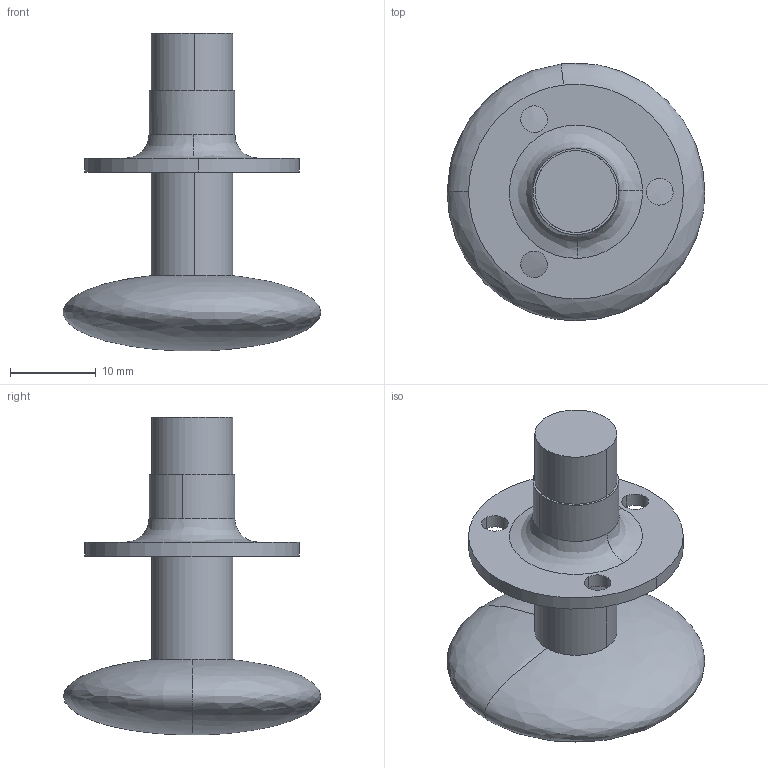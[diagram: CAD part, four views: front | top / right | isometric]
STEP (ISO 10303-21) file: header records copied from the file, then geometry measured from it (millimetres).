
FILE_DESCRIPTION((''),'2;1');
FILE_NAME('','2005-12-14T14:50:25',(''),(''),'','CADfix','');
FILE_SCHEMA(('AUTOMOTIVE_DESIGN'));
Length unit declared in the file: millimetre
Products named in the file (4): nut; foot; bolt; TM_123_2_14454_36
Assembly tree (3 placements, depth 2):
  TM_123_2_14454_36
    nut
    foot
    bolt
Bounding box: 30 x 30 x 37 mm (x, y, z)
Volume: 6989.4 mm3; surface area: 4354.8 mm2
Topology: 3 solids, 3 shells, 28 faces, 101 edges, 78 vertices
Faces by surface type: bspline 28
Entity records: 1387 total; most frequent: CARTESIAN_POINT 781, ORIENTED_EDGE 198, EDGE_CURVE 99, VERTEX_POINT 78, EDGE_LOOP 37, FACE_OUTER_BOUND 28, ADVANCED_FACE 28, DIRECTION 20
